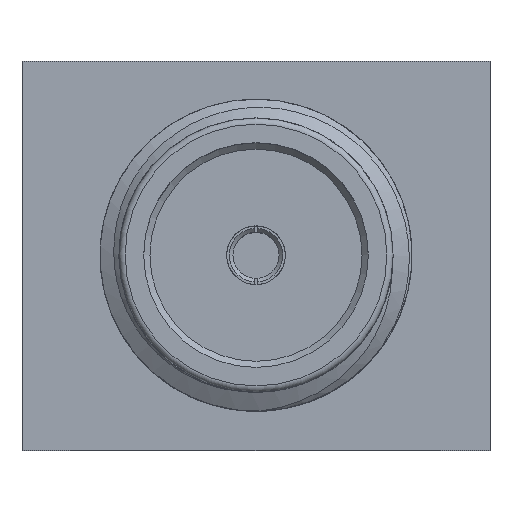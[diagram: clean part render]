
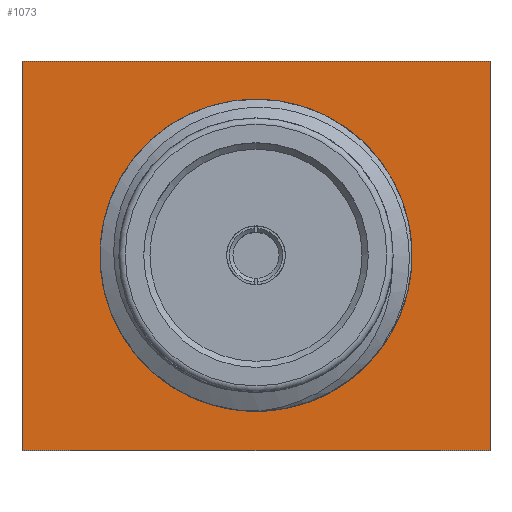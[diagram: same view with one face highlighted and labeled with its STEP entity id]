
A CAD part, top view. The second image highlights one B-rep face of the part: STEP entity #1073.
In plain terms, the highlighted planar face has unit normal (0, 0, 1).
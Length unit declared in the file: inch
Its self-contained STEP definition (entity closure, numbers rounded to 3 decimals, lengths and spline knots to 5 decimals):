
#18 = EDGE_CURVE ( 'NONE', #489, #489, #2875, .T. ) ;
#28 = EDGE_CURVE ( 'NONE', #3309, #2066, #2479, .T. ) ;
#136 = DIRECTION ( 'NONE',  ( -1., 0., 0. ) ) ;
#212 = VECTOR ( 'NONE', #3346, 39.37008 ) ;
#423 = VECTOR ( 'NONE', #581, 39.37008 ) ;
#483 = EDGE_CURVE ( 'NONE', #3130, #3309, #589, .T. ) ;
#489 = VERTEX_POINT ( 'NONE', #3510 ) ;
#581 = DIRECTION ( 'NONE',  ( 0., -1., 0. ) ) ;
#589 = LINE ( 'NONE', #2580, #642 ) ;
#627 = CARTESIAN_POINT ( 'NONE',  ( 0., 0., 0. ) ) ;
#642 = VECTOR ( 'NONE', #136, 39.37008 ) ;
#838 = VERTEX_POINT ( 'NONE', #3499 ) ;
#895 = FACE_OUTER_BOUND ( 'NONE', #1470, .T. ) ;
#1073 = ADVANCED_FACE ( 'NONE', ( #1429, #895 ), #1737, .F. ) ;
#1118 = CARTESIAN_POINT ( 'NONE',  ( 0.1875, 0.156, 0. ) ) ;
#1161 = CARTESIAN_POINT ( 'NONE',  ( -0.1875, -0.156, 0. ) ) ;
#1170 = CARTESIAN_POINT ( 'NONE',  ( 0., 0., 0. ) ) ;
#1355 = DIRECTION ( 'NONE',  ( 0., 1., 0. ) ) ;
#1415 = ORIENTED_EDGE ( 'NONE', *, *, #2037, .T. ) ;
#1422 = AXIS2_PLACEMENT_3D ( 'NONE', #627, #1721, #2812 ) ;
#1429 = FACE_BOUND ( 'NONE', #3500, .T. ) ;
#1470 = EDGE_LOOP ( 'NONE', ( #1914, #2749, #2408, #1415 ) ) ;
#1642 = VECTOR ( 'NONE', #1355, 39.37008 ) ;
#1673 = DIRECTION ( 'NONE',  ( -1., 0., 0. ) ) ;
#1721 = DIRECTION ( 'NONE',  ( 0., 0., -1. ) ) ;
#1737 = PLANE ( 'NONE',  #1422 ) ;
#1856 = LINE ( 'NONE', #2665, #1642 ) ;
#1914 = ORIENTED_EDGE ( 'NONE', *, *, #2921, .T. ) ;
#1945 = DIRECTION ( 'NONE',  ( 0., 0., -1. ) ) ;
#1999 = LINE ( 'NONE', #2206, #212 ) ;
#2037 = EDGE_CURVE ( 'NONE', #2066, #838, #1999, .T. ) ;
#2066 = VERTEX_POINT ( 'NONE', #1161 ) ;
#2206 = CARTESIAN_POINT ( 'NONE',  ( -0.1875, -0.156, 0. ) ) ;
#2408 = ORIENTED_EDGE ( 'NONE', *, *, #28, .T. ) ;
#2467 = ORIENTED_EDGE ( 'NONE', *, *, #18, .T. ) ;
#2479 = LINE ( 'NONE', #3355, #423 ) ;
#2580 = CARTESIAN_POINT ( 'NONE',  ( -0.1875, 0.156, 0. ) ) ;
#2601 = AXIS2_PLACEMENT_3D ( 'NONE', #1170, #1945, #1673 ) ;
#2665 = CARTESIAN_POINT ( 'NONE',  ( 0.1875, -0.156, 0. ) ) ;
#2749 = ORIENTED_EDGE ( 'NONE', *, *, #483, .T. ) ;
#2812 = DIRECTION ( 'NONE',  ( 0., -1., 0. ) ) ;
#2875 = CIRCLE ( 'NONE', #2601, 0.11989 ) ;
#2921 = EDGE_CURVE ( 'NONE', #838, #3130, #1856, .T. ) ;
#3130 = VERTEX_POINT ( 'NONE', #1118 ) ;
#3162 = CARTESIAN_POINT ( 'NONE',  ( -0.1875, 0.156, 0. ) ) ;
#3309 = VERTEX_POINT ( 'NONE', #3162 ) ;
#3346 = DIRECTION ( 'NONE',  ( 1., 0., 0. ) ) ;
#3355 = CARTESIAN_POINT ( 'NONE',  ( -0.1875, -0.156, 0. ) ) ;
#3499 = CARTESIAN_POINT ( 'NONE',  ( 0.1875, -0.156, 0. ) ) ;
#3500 = EDGE_LOOP ( 'NONE', ( #2467 ) ) ;
#3510 = CARTESIAN_POINT ( 'NONE',  ( -0.11989, 0., 0. ) ) ;
